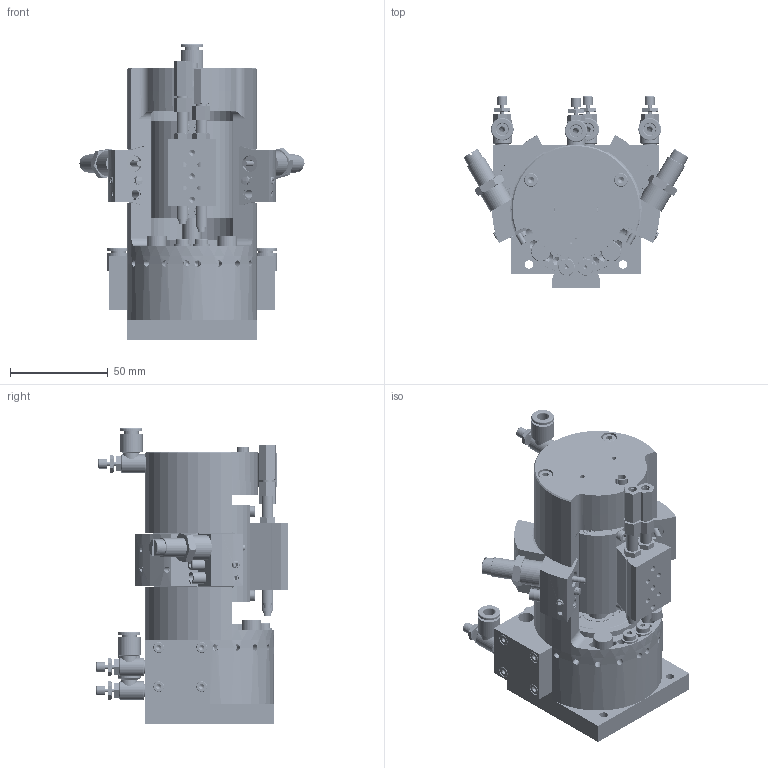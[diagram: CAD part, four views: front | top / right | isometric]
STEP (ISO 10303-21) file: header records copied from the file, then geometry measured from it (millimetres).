
FILE_DESCRIPTION((''),'2;1');
FILE_NAME('7000012.stp','2018-01-23T08:10:22',('jbalanche'),(''),'Autodesk Inventor 2012','Autodesk Inventor 2012','');
FILE_SCHEMA(('AUTOMOTIVE_DESIGN { 1 0 10303 214 1 1 1 1 }'));
Length unit declared in the file: millimetre
Products named in the file (1): 7000012
Bounding box: 115.09 x 98 x 151.1 mm (x, y, z)
Volume: 428900 mm3; surface area: 205802.5 mm2
Topology: 141 solids, 141 shells, 2398 faces, 5397 edges, 3453 vertices
Faces by surface type: plane 1103, cylinder 672, cone 489, torus 114, sphere 20
Full cylindrical faces by diameter (mm): 2 x26, 2.05 x2, 2.459 x29, 2.5 x4, 2.8 x2, 3 x43, 3.2 x22, 3.242 x45, 3.3 x9, 3.4 x3, 3.5 x4, 4 x72, 4.134 x4, 4.3 x15, 4.49 x2, 4.5 x13, 4.917 x2, 5 x16, 5.4 x2, 5.459 x8, 5.5 x20, 5.97 x3, 6 x37, 6.1 x3, 6.47 x2, 6.5 x8, 7 x14, 7.5 x8, 8 x8, 8.376 x2
Entity records: 65447 total; most frequent: CARTESIAN_POINT 14745, DIRECTION 9988, ORIENTED_EDGE 8132, AXIS2_PLACEMENT_3D 4285, EDGE_CURVE 4066, EDGE_LOOP 3939, VERTEX_POINT 3143, FACE_OUTER_BOUND 2398
